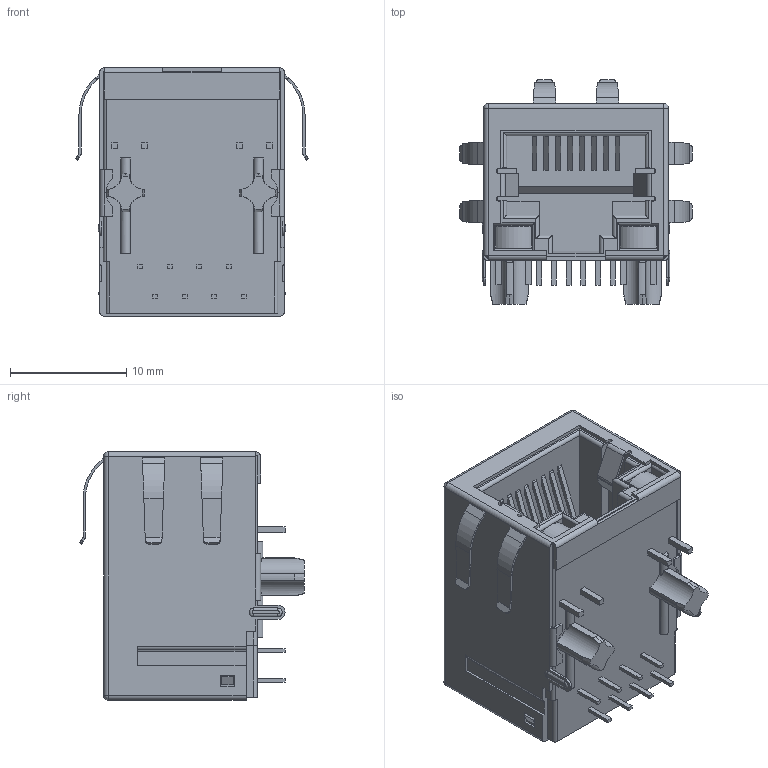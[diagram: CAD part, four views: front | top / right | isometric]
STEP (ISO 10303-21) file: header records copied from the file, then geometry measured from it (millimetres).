
FILE_DESCRIPTION(('STEP AP242'),'1');
FILE_NAME('5-2301994-9.stp','2025-05-19T17:45:53',('TraceParts'),('TraceParts S.A.'),'Spatial InterOp 3D',' ',' ');
FILE_SCHEMA(('AP242_MANAGED_MODEL_BASED_3D_ENGINEERING_MIM_LF {1 0 10303 442 1 1 4}'));
Length unit declared in the file: millimetre
Products named in the file (1): 5-2301994-9
Bounding box: 20 x 19.3 x 21.35 mm (x, y, z)
Volume: 3437.2 mm3; surface area: 2681.6 mm2
Topology: 1 solids, 1 shells, 514 faces, 1400 edges, 914 vertices
Faces by surface type: plane 337, cylinder 157, cone 12, sphere 4, bspline 4
Entity records: 16797 total; most frequent: CARTESIAN_POINT 3867, ORIENTED_EDGE 2800, DIRECTION 2492, EDGE_CURVE 1400, LINE 1046, VECTOR 1046, VERTEX_POINT 914, AXIS2_PLACEMENT_3D 723
